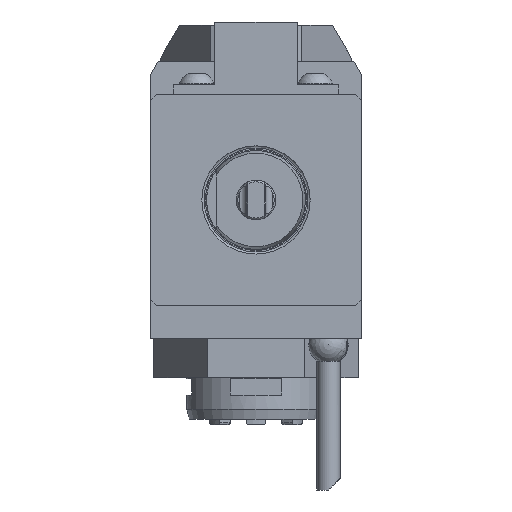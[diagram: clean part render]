
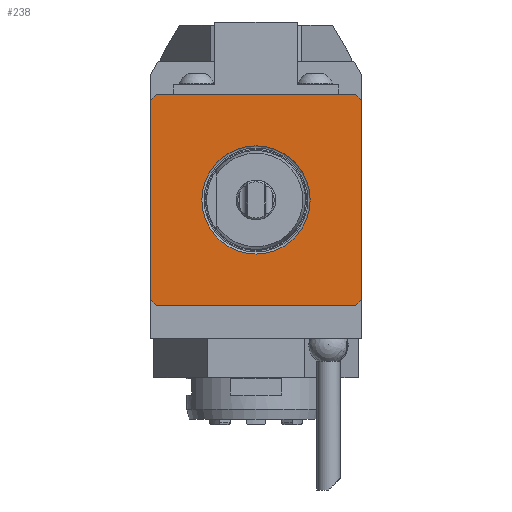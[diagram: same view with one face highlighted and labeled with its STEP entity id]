
A CAD part, front view. The second image highlights one B-rep face of the part: STEP entity #238.
In plain terms, the highlighted planar face has unit normal (0, -1, 0).
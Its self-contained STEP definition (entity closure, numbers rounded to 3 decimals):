
#123 = DIRECTION ( 'NONE',  ( 0., -1., 0. ) ) ;
#238 = ADVANCED_FACE ( 'Defeature completata1_132', ( #15308, #11284 ), #5860, .T. ) ;
#674 = DIRECTION ( 'NONE',  ( 0., -1., 0. ) ) ;
#851 = DIRECTION ( 'NONE',  ( 0., 0., -1. ) ) ;
#893 = CARTESIAN_POINT ( 'NONE',  ( 0., -100., 32. ) ) ;
#1865 = DIRECTION ( 'NONE',  ( 0., 0., -1. ) ) ;
#1879 = LINE ( 'NONE', #14865, #8887 ) ;
#2242 = LINE ( 'NONE', #9394, #13622 ) ;
#2407 = CARTESIAN_POINT ( 'NONE',  ( 0., -100., 0. ) ) ;
#2417 = CARTESIAN_POINT ( 'NONE',  ( 0., -100., 0. ) ) ;
#3019 = VERTEX_POINT ( 'NONE', #15954 ) ;
#3144 = CIRCLE ( 'NONE', #16600, 44. ) ;
#3646 = ORIENTED_EDGE ( 'NONE', *, *, #19247, .T. ) ;
#3648 = VECTOR ( 'NONE', #22859, 1000. ) ;
#3665 = CARTESIAN_POINT ( 'NONE',  ( 0., -100., 42.5 ) ) ;
#4358 = DIRECTION ( 'NONE',  ( 0., -1., 0. ) ) ;
#4644 = ORIENTED_EDGE ( 'NONE', *, *, #18580, .T. ) ;
#4754 = CARTESIAN_POINT ( 'NONE',  ( 0., -100., 0. ) ) ;
#5504 = LINE ( 'NONE', #13073, #3648 ) ;
#5860 = PLANE ( 'NONE',  #6790 ) ;
#5930 = AXIS2_PLACEMENT_3D ( 'NONE', #2417, #674, #11645 ) ;
#5947 = ORIENTED_EDGE ( 'NONE', *, *, #10774, .T. ) ;
#6476 = VECTOR ( 'NONE', #9901, 1000. ) ;
#6685 = VERTEX_POINT ( 'NONE', #18528 ) ;
#6790 = AXIS2_PLACEMENT_3D ( 'NONE', #3665, #9337, #11173 ) ;
#6919 = CARTESIAN_POINT ( 'NONE',  ( 30.199, -100., 32. ) ) ;
#7544 = CARTESIAN_POINT ( 'NONE',  ( -30.199, -100., -32. ) ) ;
#7653 = CARTESIAN_POINT ( 'NONE',  ( -32., -100., 30.199 ) ) ;
#8130 = EDGE_CURVE ( 'NONE', #8416, #15922, #3144, .T. ) ;
#8237 = EDGE_CURVE ( 'NONE', #3019, #10472, #18569, .T. ) ;
#8416 = VERTEX_POINT ( 'NONE', #21194 ) ;
#8514 = CIRCLE ( 'NONE', #16487, 16.419 ) ;
#8558 = DIRECTION ( 'NONE',  ( 0., 0., -1. ) ) ;
#8887 = VECTOR ( 'NONE', #22408, 1000. ) ;
#9337 = DIRECTION ( 'NONE',  ( 0., -1., 0. ) ) ;
#9394 = CARTESIAN_POINT ( 'NONE',  ( 32., -100., 42.5 ) ) ;
#9901 = DIRECTION ( 'NONE',  ( -1., 0., 0. ) ) ;
#10097 = DIRECTION ( 'NONE',  ( 0., -1., 0. ) ) ;
#10472 = VERTEX_POINT ( 'NONE', #6919 ) ;
#10572 = CARTESIAN_POINT ( 'NONE',  ( 0., -100., 0. ) ) ;
#10596 = CARTESIAN_POINT ( 'NONE',  ( 32., -100., -30.199 ) ) ;
#10774 = EDGE_CURVE ( 'NONE', #12374, #13326, #23362, .T. ) ;
#11173 = DIRECTION ( 'NONE',  ( 0., 0., 1. ) ) ;
#11201 = CARTESIAN_POINT ( 'NONE',  ( 0., -100., 0. ) ) ;
#11284 = FACE_BOUND ( 'NONE', #13232, .T. ) ;
#11645 = DIRECTION ( 'NONE',  ( 0., 0., -1. ) ) ;
#12374 = VERTEX_POINT ( 'NONE', #12511 ) ;
#12511 = CARTESIAN_POINT ( 'NONE',  ( -32., -100., -30.199 ) ) ;
#12603 = AXIS2_PLACEMENT_3D ( 'NONE', #2407, #4358, #20968 ) ;
#13036 = ORIENTED_EDGE ( 'NONE', *, *, #22044, .T. ) ;
#13073 = CARTESIAN_POINT ( 'NONE',  ( 0., -100., -32. ) ) ;
#13232 = EDGE_LOOP ( 'NONE', ( #23472 ) ) ;
#13326 = VERTEX_POINT ( 'NONE', #7544 ) ;
#13622 = VECTOR ( 'NONE', #18965, 1000. ) ;
#13742 = ORIENTED_EDGE ( 'NONE', *, *, #15110, .T. ) ;
#14865 = CARTESIAN_POINT ( 'NONE',  ( -32., -100., 42.5 ) ) ;
#15110 = EDGE_CURVE ( 'NONE', #13326, #8416, #5504, .T. ) ;
#15308 = FACE_OUTER_BOUND ( 'NONE', #24194, .T. ) ;
#15414 = ORIENTED_EDGE ( 'NONE', *, *, #8237, .T. ) ;
#15922 = VERTEX_POINT ( 'NONE', #10596 ) ;
#15954 = CARTESIAN_POINT ( 'NONE',  ( 32., -100., 30.199 ) ) ;
#16487 = AXIS2_PLACEMENT_3D ( 'NONE', #10572, #10097, #851 ) ;
#16600 = AXIS2_PLACEMENT_3D ( 'NONE', #4754, #23468, #8558 ) ;
#16825 = CIRCLE ( 'NONE', #16845, 44. ) ;
#16845 = AXIS2_PLACEMENT_3D ( 'NONE', #11201, #123, #1865 ) ;
#18419 = EDGE_CURVE ( 'NONE', #10472, #6685, #19713, .T. ) ;
#18528 = CARTESIAN_POINT ( 'NONE',  ( -30.199, -100., 32. ) ) ;
#18557 = VERTEX_POINT ( 'NONE', #22614 ) ;
#18569 = CIRCLE ( 'NONE', #12603, 44. ) ;
#18580 = EDGE_CURVE ( 'NONE', #15922, #3019, #2242, .T. ) ;
#18965 = DIRECTION ( 'NONE',  ( 0., 0., 1. ) ) ;
#19247 = EDGE_CURVE ( 'NONE', #21099, #12374, #1879, .T. ) ;
#19713 = LINE ( 'NONE', #893, #6476 ) ;
#19934 = EDGE_CURVE ( 'NONE', #18557, #18557, #8514, .T. ) ;
#20113 = ORIENTED_EDGE ( 'NONE', *, *, #18419, .T. ) ;
#20968 = DIRECTION ( 'NONE',  ( 0., 0., -1. ) ) ;
#21099 = VERTEX_POINT ( 'NONE', #7653 ) ;
#21194 = CARTESIAN_POINT ( 'NONE',  ( 30.199, -100., -32. ) ) ;
#22044 = EDGE_CURVE ( 'NONE', #6685, #21099, #16825, .T. ) ;
#22072 = ORIENTED_EDGE ( 'NONE', *, *, #8130, .T. ) ;
#22408 = DIRECTION ( 'NONE',  ( 0., 0., -1. ) ) ;
#22614 = CARTESIAN_POINT ( 'NONE',  ( 0., -100., -16.419 ) ) ;
#22859 = DIRECTION ( 'NONE',  ( 1., 0., 0. ) ) ;
#23362 = CIRCLE ( 'NONE', #5930, 44. ) ;
#23468 = DIRECTION ( 'NONE',  ( 0., -1., 0. ) ) ;
#23472 = ORIENTED_EDGE ( 'NONE', *, *, #19934, .F. ) ;
#24194 = EDGE_LOOP ( 'NONE', ( #15414, #20113, #13036, #3646, #5947, #13742, #22072, #4644 ) ) ;
